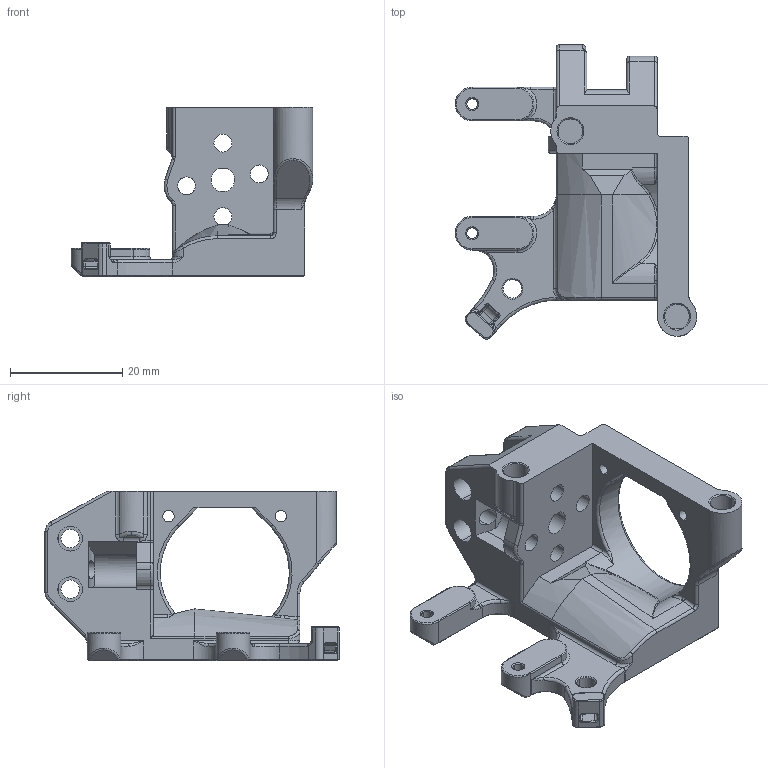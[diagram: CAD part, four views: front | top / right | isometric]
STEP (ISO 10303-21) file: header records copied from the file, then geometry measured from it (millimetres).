
FILE_DESCRIPTION (( 'STEP AP214' ), '1' );
FILE_NAME ('SV08-PZ-Mount.STEP', '2025-01-04T16:51:22', ( '' ), ( '' ), 'SwSTEP 2.0', 'SolidWorks 2022', '' );
FILE_SCHEMA (( 'AUTOMOTIVE_DESIGN' ));
Length unit declared in the file: millimetre
Products named in the file (1): SV08-PZ-Mount
Bounding box: 43 x 52.36 x 30.1 mm (x, y, z)
Volume: 13024.1 mm3; surface area: 8276.8 mm2
Topology: 1 solids, 1 shells, 388 faces, 1012 edges, 605 vertices
Faces by surface type: cylinder 162, plane 88, torus 56, bspline 43, cone 39
Entity records: 13334 total; most frequent: CARTESIAN_POINT 4036, ORIENTED_EDGE 1986, DIRECTION 1957, EDGE_CURVE 993, AXIS2_PLACEMENT_3D 770, VERTEX_POINT 605, EDGE_LOOP 424, CIRCLE 424
